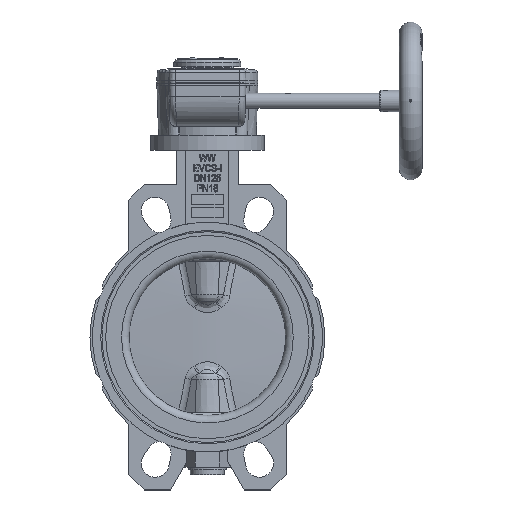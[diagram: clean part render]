
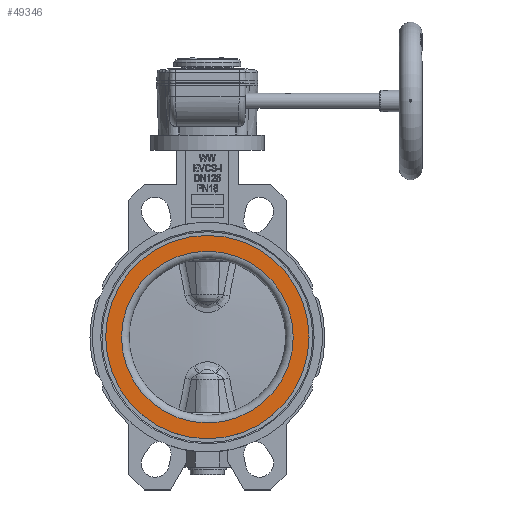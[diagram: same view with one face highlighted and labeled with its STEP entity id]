
A CAD part, top view. The second image highlights one B-rep face of the part: STEP entity #49346.
In plain terms, the highlighted planar face has unit normal (0, 0, 1).
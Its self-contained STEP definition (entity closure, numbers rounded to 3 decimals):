
#1952=PLANE('',#54136);
#2353=FACE_BOUND('',#16524,.T.);
#4251=CIRCLE('',#54021,68.);
#4252=CIRCLE('',#54023,80.5);
#13632=FACE_OUTER_BOUND('',#16523,.T.);
#16523=EDGE_LOOP('',(#42414));
#16524=EDGE_LOOP('',(#42415));
#22285=VERTEX_POINT('',#174993);
#22286=VERTEX_POINT('',#174997);
#28973=EDGE_CURVE('',#22285,#22285,#4251,.T.);
#28974=EDGE_CURVE('',#22286,#22286,#4252,.T.);
#42414=ORIENTED_EDGE('',*,*,#28974,.T.);
#42415=ORIENTED_EDGE('',*,*,#28973,.F.);
#49346=ADVANCED_FACE('',(#13632,#2353),#1952,.F.);
#54021=AXIS2_PLACEMENT_3D('',#174995,#65465,#65466);
#54023=AXIS2_PLACEMENT_3D('',#174998,#65469,#65470);
#54136=AXIS2_PLACEMENT_3D('',#176685,#65915,#65916);
#65465=DIRECTION('center_axis',(0.,0.,1.));
#65466=DIRECTION('ref_axis',(1.,0.,0.));
#65469=DIRECTION('center_axis',(0.,0.,1.));
#65470=DIRECTION('ref_axis',(1.,0.,0.));
#65915=DIRECTION('center_axis',(0.,0.,-1.));
#65916=DIRECTION('ref_axis',(-1.,0.,0.));
#174993=CARTESIAN_POINT('',(-68.,0.,29.));
#174995=CARTESIAN_POINT('Origin',(0.,0.,29.));
#174997=CARTESIAN_POINT('',(-80.5,0.,29.));
#174998=CARTESIAN_POINT('Origin',(0.,0.,29.));
#176685=CARTESIAN_POINT('Origin',(0.,68.,29.));
